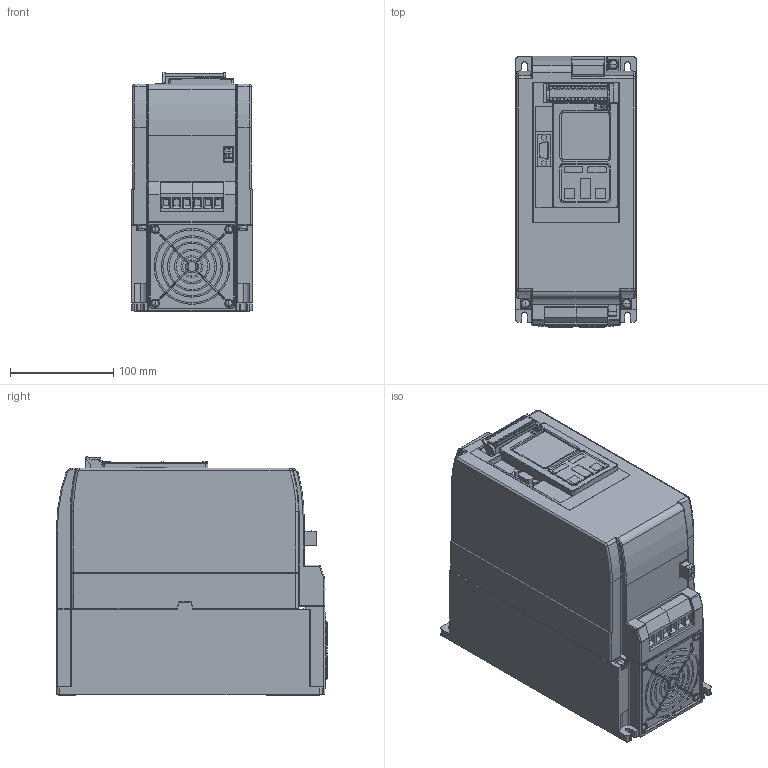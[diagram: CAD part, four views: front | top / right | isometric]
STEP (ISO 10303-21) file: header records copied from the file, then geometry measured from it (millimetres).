
FILE_DESCRIPTION (( 'STEP AP214' ), '1' );
FILE_NAME ('C0G6_KEB-COMBIVERT(00G6DAC-2S21).STEP', '2011-08-02T10:19:41', ( 'KEB' ), ( 'Karl E. Brinkmann GmbH' ), 'SwSTEP 2.0', 'SolidWorks 2007', '' );
FILE_SCHEMA (( 'AUTOMOTIVE_DESIGN' ));
Length unit declared in the file: millimetre
Products named in the file (1): C0G6_KEB-COMBIVERT(00G6DAC-2S21)
Bounding box: 117 x 262.5 x 231.36 mm (x, y, z)
Volume: 5891504.5 mm3; surface area: 452287.4 mm2
Topology: 22 solids, 24 shells, 1295 faces, 3320 edges, 2113 vertices
Faces by surface type: plane 701, cylinder 354, torus 133, cone 70, bspline 23, sphere 14
Entity records: 54772 total; most frequent: CARTESIAN_POINT 8444, DIRECTION 6725, ORIENTED_EDGE 6616, EDGE_CURVE 3308, AXIS2_PLACEMENT_3D 2348, VERTEX_POINT 2113, VECTOR 2029, LINE 2029
